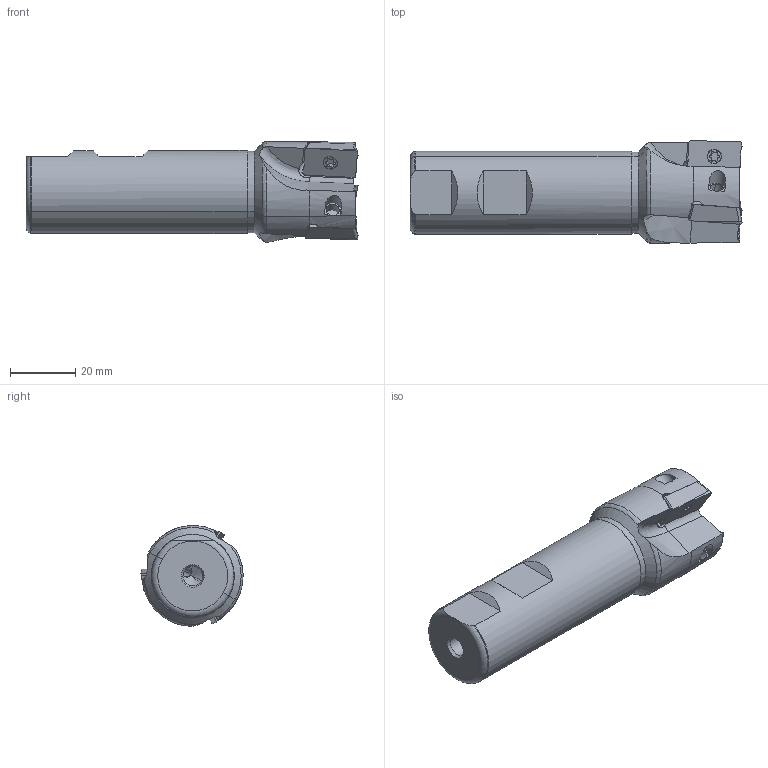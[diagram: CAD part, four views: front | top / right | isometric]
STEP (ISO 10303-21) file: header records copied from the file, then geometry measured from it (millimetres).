
FILE_DESCRIPTION(('CATIA V5 STEP Exchange','CAx-IF Rec.Pracs.--- Model Styling and Organization---1.4--- 2014-01-23'),'2;1');
FILE_NAME('E90-APKT16-D125Z3W100-L400I.stp','2022-12-15T01:06:59+00:00',('none'),('none'),'CATIA Version 5-6 Release 2018 SP6','CATIA V5 STEP AP214','none');
FILE_SCHEMA(('AUTOMOTIVE_DESIGN { 1 0 10303 214 1 1 1 1 }'));
Length unit declared in the file: millimetre
Products named in the file (1): E90-APKT16-D125Z3W100-L400I
Bounding box: 101.53 x 31.25 x 30.78 mm (x, y, z)
Volume: 48440.7 mm3; surface area: 13812.3 mm2
Topology: 7 solids, 7 shells, 352 faces, 981 edges, 637 vertices
Faces by surface type: cylinder 139, plane 139, cone 40, torus 22, sphere 12
Entity records: 11648 total; most frequent: CARTESIAN_POINT 3399, ORIENTED_EDGE 1942, DIRECTION 1186, EDGE_CURVE 971, VERTEX_POINT 637, AXIS2_PLACEMENT_3D 536, VECTOR 389, LINE 389
